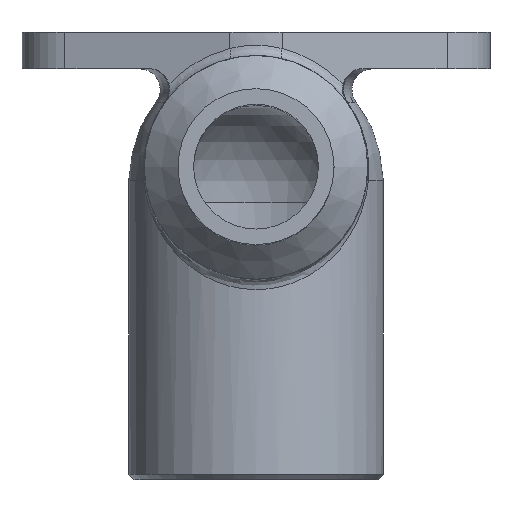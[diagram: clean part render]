
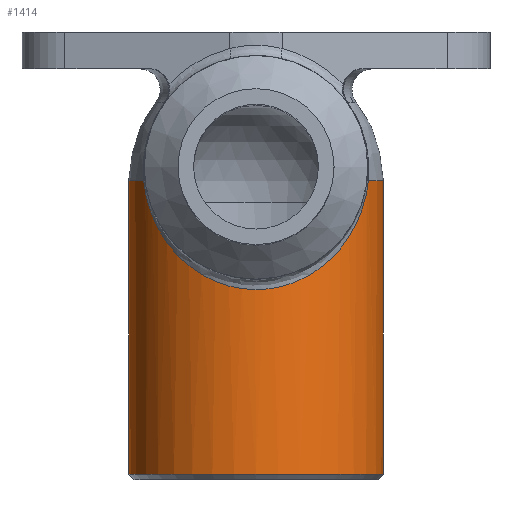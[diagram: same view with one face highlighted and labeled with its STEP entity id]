
A CAD part, top view. The second image highlights one B-rep face of the part: STEP entity #1414.
In plain terms, the highlighted cylindrical face has radius 12.25 mm (diameter 24.5 mm), a full revolution.
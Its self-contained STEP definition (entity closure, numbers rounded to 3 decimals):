
#39=CYLINDRICAL_SURFACE('',#1554,12.25);
#76=LINE('',#2538,#156);
#77=LINE('',#2541,#157);
#78=LINE('',#2545,#158);
#156=VECTOR('',#1780,12.25);
#157=VECTOR('',#1781,10.);
#158=VECTOR('',#1784,10.);
#230=B_SPLINE_CURVE_WITH_KNOTS('',3,(#2524,#2525,#2526,#2527,#2528,#2529,
#2530,#2531,#2532,#2533,#2534,#2535,#2536),.UNSPECIFIED.,.F.,.F.,(4,1,1,
1,1,1,1,1,1,1,4),(-3.758,-3.49,-3.222,
-2.685,-2.148,-1.879,-1.611,
-1.074,-0.537,-0.268,0.),
 .UNSPECIFIED.);
#320=FACE_BOUND('',#452,.T.);
#362=FACE_OUTER_BOUND('',#451,.T.);
#451=EDGE_LOOP('',(#1109,#1110,#1111,#1112,#1113,#1114,#1115));
#452=EDGE_LOOP('',(#1116,#1117,#1118,#1119));
#511=CIRCLE('',#1507,12.25);
#512=CIRCLE('',#1508,12.25);
#531=CIRCLE('',#1544,12.25);
#532=CIRCLE('',#1545,12.25);
#537=CIRCLE('',#1555,12.25);
#538=CIRCLE('',#1556,12.25);
#584=VERTEX_POINT('',#2265);
#586=VERTEX_POINT('',#2277);
#587=VERTEX_POINT('',#2282);
#611=VERTEX_POINT('',#2439);
#612=VERTEX_POINT('',#2441);
#617=VERTEX_POINT('',#2539);
#618=VERTEX_POINT('',#2540);
#619=VERTEX_POINT('',#2542);
#620=VERTEX_POINT('',#2544);
#742=EDGE_CURVE('',#587,#586,#511,.T.);
#743=EDGE_CURVE('',#584,#587,#512,.T.);
#785=EDGE_CURVE('',#611,#612,#531,.T.);
#786=EDGE_CURVE('',#612,#611,#532,.T.);
#794=EDGE_CURVE('',#584,#586,#230,.T.);
#795=EDGE_CURVE('',#612,#587,#76,.T.);
#796=EDGE_CURVE('',#617,#618,#77,.T.);
#797=EDGE_CURVE('',#618,#619,#537,.T.);
#798=EDGE_CURVE('',#619,#620,#78,.T.);
#799=EDGE_CURVE('',#620,#617,#538,.T.);
#1109=ORIENTED_EDGE('',*,*,#785,.F.);
#1110=ORIENTED_EDGE('',*,*,#786,.F.);
#1111=ORIENTED_EDGE('',*,*,#795,.T.);
#1112=ORIENTED_EDGE('',*,*,#742,.T.);
#1113=ORIENTED_EDGE('',*,*,#794,.F.);
#1114=ORIENTED_EDGE('',*,*,#743,.T.);
#1115=ORIENTED_EDGE('',*,*,#795,.F.);
#1116=ORIENTED_EDGE('',*,*,#796,.T.);
#1117=ORIENTED_EDGE('',*,*,#797,.T.);
#1118=ORIENTED_EDGE('',*,*,#798,.T.);
#1119=ORIENTED_EDGE('',*,*,#799,.T.);
#1414=ADVANCED_FACE('',(#362,#320),#39,.T.);
#1507=AXIS2_PLACEMENT_3D('',#2283,#1665,#1666);
#1508=AXIS2_PLACEMENT_3D('',#2284,#1667,#1668);
#1544=AXIS2_PLACEMENT_3D('',#2442,#1755,#1756);
#1545=AXIS2_PLACEMENT_3D('',#2443,#1757,#1758);
#1554=AXIS2_PLACEMENT_3D('',#2537,#1778,#1779);
#1555=AXIS2_PLACEMENT_3D('',#2543,#1782,#1783);
#1556=AXIS2_PLACEMENT_3D('',#2546,#1785,#1786);
#1665=DIRECTION('center_axis',(0.,-1.,0.));
#1666=DIRECTION('ref_axis',(1.,0.,0.));
#1667=DIRECTION('center_axis',(0.,-1.,0.));
#1668=DIRECTION('ref_axis',(1.,0.,0.));
#1755=DIRECTION('center_axis',(0.,-1.,0.));
#1756=DIRECTION('ref_axis',(-1.,0.,0.));
#1757=DIRECTION('center_axis',(0.,-1.,0.));
#1758=DIRECTION('ref_axis',(-1.,0.,0.));
#1778=DIRECTION('center_axis',(0.,-1.,0.));
#1779=DIRECTION('ref_axis',(1.,0.,0.));
#1780=DIRECTION('',(0.,1.,0.));
#1781=DIRECTION('',(0.,-1.,0.));
#1782=DIRECTION('center_axis',(0.,-1.,0.));
#1783=DIRECTION('ref_axis',(1.,0.,0.));
#1784=DIRECTION('',(0.,1.,0.));
#1785=DIRECTION('center_axis',(0.,1.,0.));
#1786=DIRECTION('ref_axis',(1.,0.,0.));
#2265=CARTESIAN_POINT('',(-10.802,-1.25,5.778));
#2277=CARTESIAN_POINT('',(10.802,-1.25,5.778));
#2282=CARTESIAN_POINT('',(-12.25,-1.25,0.));
#2283=CARTESIAN_POINT('Origin',(0.,-1.25,0.));
#2284=CARTESIAN_POINT('Origin',(0.,-1.25,0.));
#2439=CARTESIAN_POINT('',(12.25,-29.5,0.));
#2441=CARTESIAN_POINT('',(-12.25,-29.5,0.));
#2442=CARTESIAN_POINT('Origin',(0.,-29.5,0.));
#2443=CARTESIAN_POINT('Origin',(0.,-29.5,0.));
#2524=CARTESIAN_POINT('Ctrl Pts',(-10.802,-1.25,5.778));
#2525=CARTESIAN_POINT('Ctrl Pts',(-10.715,-2.123,5.94));
#2526=CARTESIAN_POINT('Ctrl Pts',(-10.373,-3.765,6.566));
#2527=CARTESIAN_POINT('Ctrl Pts',(-9.179,-6.584,8.236));
#2528=CARTESIAN_POINT('Ctrl Pts',(-6.866,-9.523,10.439));
#2529=CARTESIAN_POINT('Ctrl Pts',(-3.317,-11.437,11.992));
#2530=CARTESIAN_POINT('Ctrl Pts',(0.,-11.855,
12.336));
#2531=CARTESIAN_POINT('Ctrl Pts',(3.313,-11.438,11.992));
#2532=CARTESIAN_POINT('Ctrl Pts',(6.868,-9.521,10.44));
#2533=CARTESIAN_POINT('Ctrl Pts',(9.179,-6.586,8.236));
#2534=CARTESIAN_POINT('Ctrl Pts',(10.373,-3.764,6.565));
#2535=CARTESIAN_POINT('Ctrl Pts',(10.715,-2.123,5.94));
#2536=CARTESIAN_POINT('Ctrl Pts',(10.802,-1.25,5.778));
#2537=CARTESIAN_POINT('Origin',(0.,-15.625,0.));
#2538=CARTESIAN_POINT('',(-12.25,-15.625,0.));
#2539=CARTESIAN_POINT('',(-2.97,-11.,-11.884));
#2540=CARTESIAN_POINT('',(-2.97,-15.,-11.884));
#2541=CARTESIAN_POINT('',(-2.97,-15.625,-11.884));
#2542=CARTESIAN_POINT('',(2.97,-15.,-11.884));
#2543=CARTESIAN_POINT('Origin',(0.,-15.,0.));
#2544=CARTESIAN_POINT('',(2.97,-11.,-11.884));
#2545=CARTESIAN_POINT('',(2.97,-15.625,-11.884));
#2546=CARTESIAN_POINT('Origin',(0.,-11.,0.));
